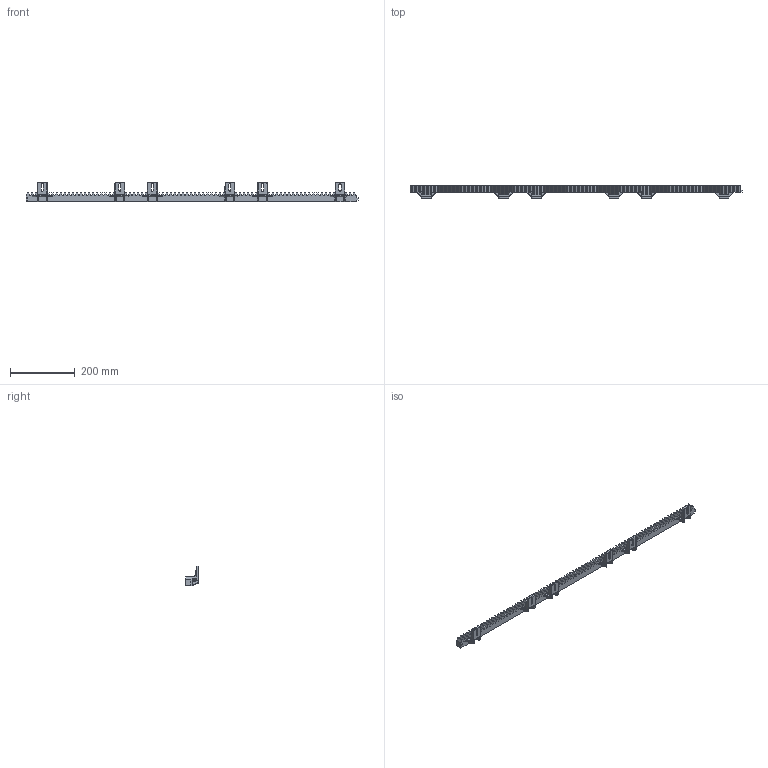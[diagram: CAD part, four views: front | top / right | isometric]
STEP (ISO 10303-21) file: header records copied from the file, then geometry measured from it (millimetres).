
FILE_DESCRIPTION(/* description */ ('Cremagliera M4x1000 con n°6 attacchi inferiori grigia'),/* implementation_level */ '2;1');
FILE_NAME(/* name */ 'ACRV6_MKR.stp',/* time_stamp */ '2021-06-16T11:26:49+02:00',/* author */ ('selene.zanei'),/* organization */ (''),/* preprocessor_version */ 'ST-DEVELOPER v18.1',/* originating_system */ 'Autodesk Inventor 2021',/* authorisation */ '');
FILE_SCHEMA (('AUTOMOTIVE_DESIGN { 1 0 10303 214 3 1 1 }'));
Length unit declared in the file: millimetre
Products named in the file (1): ACRV6_Solo tecnopolimero
Bounding box: 1022.57 x 40 x 60 mm (x, y, z)
Volume: 560024 mm3; surface area: 144363.7 mm2
Topology: 1 solids, 1 shells, 882 faces, 2406 edges, 1536 vertices
Faces by surface type: plane 574, cylinder 176, bspline 100, cone 12, torus 12, sphere 8
Entity records: 28461 total; most frequent: CARTESIAN_POINT 6299, ORIENTED_EDGE 4812, DIRECTION 4332, EDGE_CURVE 2406, LINE 1870, VECTOR 1870, VERTEX_POINT 1536, AXIS2_PLACEMENT_3D 1231
